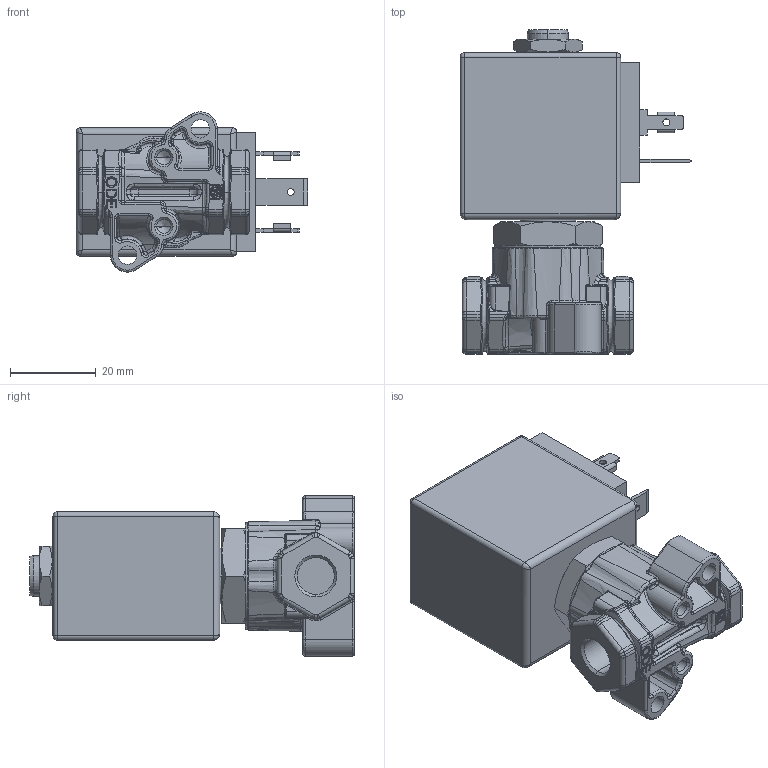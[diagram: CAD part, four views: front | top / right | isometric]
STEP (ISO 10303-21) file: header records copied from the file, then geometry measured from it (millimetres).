
FILE_DESCRIPTION((''),'2;1');
FILE_NAME('21AP1K_BDA_INGOMBRO_ASM','2015-07-07T',('romeri'),('O.D.E.'),'PRO/ENGINEER BY PARAMETRIC TECHNOLOGY CORPORATION, 2011410','PRO/ENGINEER BY PARAMETRIC TECHNOLOGY CORPORATION, 2011410','');
FILE_SCHEMA(('CONFIG_CONTROL_DESIGN','SHAPE_APPEARANCE_LAYERS_GROUPS'));
Products named in the file (6): 450AP1_INGOMBRO; 450603_INGOMBRO; BOBINA_8_W_INGOMBRO; 452571_INGOMBRO; 450146_INGOMBRO; 21AP1K_BDA_INGOMBRO_ASM
Assembly tree (5 placements, depth 2):
  21AP1K_BDA_INGOMBRO_ASM
    450AP1_INGOMBRO
    450603_INGOMBRO
    BOBINA_8_W_INGOMBRO
    452571_INGOMBRO
    450146_INGOMBRO
Bounding box: 54.15 x 75.9 x 37.47 mm (x, y, z)
Volume: 57418.1 mm3; surface area: 24907.1 mm2
Topology: 5 solids, 10 shells, 1522 faces, 3496 edges, 2024 vertices
Faces by surface type: bspline 461, cylinder 420, plane 340, torus 140, cone 89, extrusion 44, sphere 28
Entity records: 71206 total; most frequent: CARTESIAN_POINT 28704, ORIENTED_EDGE 6980, DIRECTION 5791, PRESENTATION_STYLE_ASSIGNMENT 3559, STYLED_ITEM 3495, CURVE_STYLE 3490, EDGE_CURVE 3490, AXIS2_PLACEMENT_3D 2279
